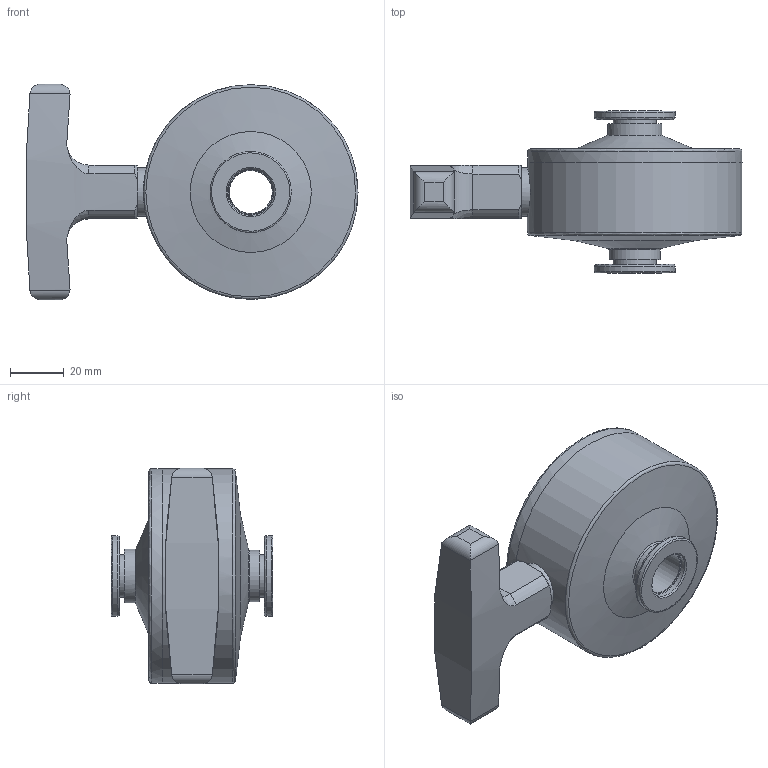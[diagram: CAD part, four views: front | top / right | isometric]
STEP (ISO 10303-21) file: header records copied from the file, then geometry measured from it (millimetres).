
FILE_DESCRIPTION (( 'STEP AP214' ), '1' );
FILE_NAME ('FULLVAC VPIA1KF16 ALU.STEP', '2020-07-29T12:58:13', ( '' ), ( '' ), 'SwSTEP 2.0', 'SolidWorks 2017', '' );
FILE_SCHEMA (( 'AUTOMOTIVE_DESIGN' ));
Length unit declared in the file: millimetre
Products named in the file (1): FULLVAC VPIA1KF16 ALU
Bounding box: 123.04 x 60 x 80 mm (x, y, z)
Surface area: 36872.5 mm2 (no closed solid volume)
Topology: 0 solids, 11 shells, 104 faces, 314 edges, 222 vertices
Faces by surface type: plane 39, cylinder 36, cone 17, bspline 12
Full cylindrical faces by diameter (mm): 10 x4, 16 x2, 17.2 x2, 18 x1, 19 x1, 20 x1, 30 x2, 41 x1, 41.2 x1, 79.5 x2
Entity records: 5211 total; most frequent: CARTESIAN_POINT 2856, ORIENTED_EDGE 431, DIRECTION 406, EDGE_CURVE 258, VERTEX_POINT 204, EDGE_LOOP 166, AXIS2_PLACEMENT_3D 163, FACE_OUTER_BOUND 129
